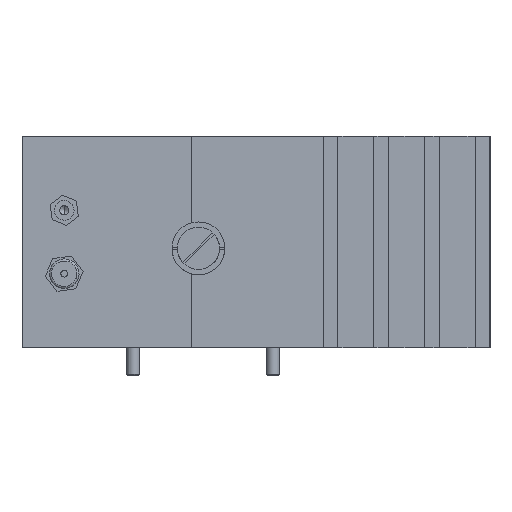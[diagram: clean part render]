
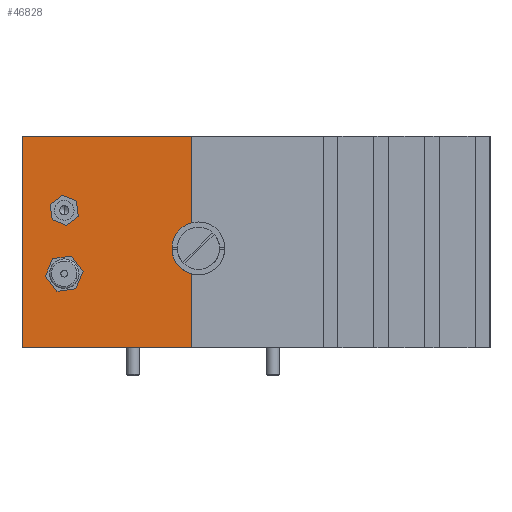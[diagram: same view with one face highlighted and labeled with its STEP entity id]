
A CAD part, left-side view. The second image highlights one B-rep face of the part: STEP entity #46828.
In plain terms, the highlighted planar face has unit normal (-1, 0, 0).
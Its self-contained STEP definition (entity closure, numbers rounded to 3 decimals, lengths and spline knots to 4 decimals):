
#322 = DIRECTION ( 'NONE',  ( 1., 0., 0. ) ) ;
#355 = DIRECTION ( 'NONE',  ( 0., 0., -1. ) ) ;
#1241 = FACE_BOUND ( 'NONE', #61836, .T. ) ;
#1246 = CARTESIAN_POINT ( 'NONE',  ( -1.7935, 1.0168, 0.5002 ) ) ;
#1605 = ORIENTED_EDGE ( 'NONE', *, *, #49541, .F. ) ;
#3376 = AXIS2_PLACEMENT_3D ( 'NONE', #14955, #61533, #355 ) ;
#3820 = CARTESIAN_POINT ( 'NONE',  ( -1.7935, 0.4168, 0.8057 ) ) ;
#4310 = ORIENTED_EDGE ( 'NONE', *, *, #21078, .F. ) ;
#4461 = FACE_BOUND ( 'NONE', #41196, .T. ) ;
#5175 = CIRCLE ( 'NONE', #9220, 0.0445 ) ;
#5556 = ORIENTED_EDGE ( 'NONE', *, *, #7966, .T. ) ;
#6365 = CARTESIAN_POINT ( 'NONE',  ( -1.7935, 1.0168, 0.0857 ) ) ;
#7936 = VERTEX_POINT ( 'NONE', #8083 ) ;
#7966 = EDGE_CURVE ( 'NONE', #37637, #39066, #38676, .T. ) ;
#8014 = LINE ( 'NONE', #60954, #54660 ) ;
#8083 = CARTESIAN_POINT ( 'NONE',  ( -1.7935, 1.2168, 0.8057 ) ) ;
#8276 = CARTESIAN_POINT ( 'NONE',  ( -1.7935, 1.0168, 0.4557 ) ) ;
#8505 = DIRECTION ( 'NONE',  ( 0., 0., 1. ) ) ;
#8902 = DIRECTION ( 'NONE',  ( 1., 0., 0. ) ) ;
#9220 = AXIS2_PLACEMENT_3D ( 'NONE', #8276, #55032, #8505 ) ;
#10696 = EDGE_CURVE ( 'NONE', #64179, #16551, #33566, .T. ) ;
#11040 = CARTESIAN_POINT ( 'NONE',  ( -1.7935, 0.4168, 0.8057 ) ) ;
#11125 = CARTESIAN_POINT ( 'NONE',  ( -1.7935, 1.0168, 0.4112 ) ) ;
#12891 = VECTOR ( 'NONE', #49434, 39.3701 ) ;
#13500 = CARTESIAN_POINT ( 'NONE',  ( -1.7935, 1.2168, 0.8057 ) ) ;
#14709 = DIRECTION ( 'NONE',  ( 0., 0., 1. ) ) ;
#14955 = CARTESIAN_POINT ( 'NONE',  ( -1.7935, 1.0168, 0.1557 ) ) ;
#15539 = ORIENTED_EDGE ( 'NONE', *, *, #29183, .T. ) ;
#15599 = DIRECTION ( 'NONE',  ( 0., 0., -1. ) ) ;
#16551 = VERTEX_POINT ( 'NONE', #41888 ) ;
#19538 = DIRECTION ( 'NONE',  ( -1., 0., 0. ) ) ;
#19711 = CARTESIAN_POINT ( 'NONE',  ( -1.7935, 1.0168, 0.4557 ) ) ;
#19949 = VERTEX_POINT ( 'NONE', #11125 ) ;
#19967 = LINE ( 'NONE', #3820, #34379 ) ;
#20370 = CARTESIAN_POINT ( 'NONE',  ( -1.7935, 1.0168, 0.1557 ) ) ;
#21058 = ORIENTED_EDGE ( 'NONE', *, *, #23983, .F. ) ;
#21078 = EDGE_CURVE ( 'NONE', #7936, #35740, #38824, .T. ) ;
#21656 = AXIS2_PLACEMENT_3D ( 'NONE', #50316, #19538, #60667 ) ;
#23454 = CARTESIAN_POINT ( 'NONE',  ( -1.7935, 0.4168, 0.3793 ) ) ;
#23983 = EDGE_CURVE ( 'NONE', #61441, #7936, #62580, .T. ) ;
#24166 = PLANE ( 'NONE',  #39174 ) ;
#24213 = AXIS2_PLACEMENT_3D ( 'NONE', #20370, #322, #15599 ) ;
#29183 = EDGE_CURVE ( 'NONE', #16551, #64179, #37210, .T. ) ;
#29459 = VERTEX_POINT ( 'NONE', #1246 ) ;
#31879 = EDGE_CURVE ( 'NONE', #61441, #37637, #8014, .T. ) ;
#33174 = CIRCLE ( 'NONE', #21656, 0.1094 ) ;
#33548 = DIRECTION ( 'NONE',  ( 0., -1., 0. ) ) ;
#33566 = CIRCLE ( 'NONE', #24213, 0.07 ) ;
#34379 = VECTOR ( 'NONE', #64576, 39.3701 ) ;
#34608 = ORIENTED_EDGE ( 'NONE', *, *, #44375, .F. ) ;
#35740 = VERTEX_POINT ( 'NONE', #11040 ) ;
#35807 = FACE_OUTER_BOUND ( 'NONE', #64313, .T. ) ;
#37210 = CIRCLE ( 'NONE', #3376, 0.07 ) ;
#37637 = VERTEX_POINT ( 'NONE', #57511 ) ;
#37988 = DIRECTION ( 'NONE',  ( 0., 0., 1. ) ) ;
#38676 = LINE ( 'NONE', #55286, #12891 ) ;
#38824 = LINE ( 'NONE', #13500, #64584 ) ;
#39066 = VERTEX_POINT ( 'NONE', #41105 ) ;
#39174 = AXIS2_PLACEMENT_3D ( 'NONE', #60376, #8902, #60163 ) ;
#39615 = DIRECTION ( 'NONE',  ( 0., -1., 0. ) ) ;
#41105 = CARTESIAN_POINT ( 'NONE',  ( -1.7935, 0.4168, 0.172 ) ) ;
#41196 = EDGE_LOOP ( 'NONE', ( #15539, #50243 ) ) ;
#41888 = CARTESIAN_POINT ( 'NONE',  ( -1.7935, 1.0168, 0.2257 ) ) ;
#44375 = EDGE_CURVE ( 'NONE', #19949, #29459, #55259, .T. ) ;
#45240 = ORIENTED_EDGE ( 'NONE', *, *, #57205, .T. ) ;
#46579 = ORIENTED_EDGE ( 'NONE', *, *, #60547, .F. ) ;
#46828 = ADVANCED_FACE ( 'NONE', ( #35807, #1241, #4461 ), #24166, .F. ) ;
#47560 = ORIENTED_EDGE ( 'NONE', *, *, #31879, .T. ) ;
#47897 = CARTESIAN_POINT ( 'NONE',  ( -1.7935, 1.2168, 0.8057 ) ) ;
#48037 = VECTOR ( 'NONE', #37988, 39.3701 ) ;
#49434 = DIRECTION ( 'NONE',  ( 0., 0., 1. ) ) ;
#49541 = EDGE_CURVE ( 'NONE', #56484, #39066, #33174, .T. ) ;
#50243 = ORIENTED_EDGE ( 'NONE', *, *, #10696, .T. ) ;
#50316 = CARTESIAN_POINT ( 'NONE',  ( -1.7935, 0.3818, 0.2757 ) ) ;
#54660 = VECTOR ( 'NONE', #39615, 39.3701 ) ;
#55032 = DIRECTION ( 'NONE',  ( -1., 0., 0. ) ) ;
#55259 = CIRCLE ( 'NONE', #64876, 0.0445 ) ;
#55286 = CARTESIAN_POINT ( 'NONE',  ( -1.7935, 0.4168, 0.8057 ) ) ;
#56348 = DIRECTION ( 'NONE',  ( -1., 0., 0. ) ) ;
#56484 = VERTEX_POINT ( 'NONE', #23454 ) ;
#57205 = EDGE_CURVE ( 'NONE', #56484, #35740, #19967, .T. ) ;
#57511 = CARTESIAN_POINT ( 'NONE',  ( -1.7935, 0.4168, -0.1943 ) ) ;
#60163 = DIRECTION ( 'NONE',  ( 0., 0., -1. ) ) ;
#60376 = CARTESIAN_POINT ( 'NONE',  ( -1.7935, 1.2168, 0.8057 ) ) ;
#60547 = EDGE_CURVE ( 'NONE', #29459, #19949, #5175, .T. ) ;
#60667 = DIRECTION ( 'NONE',  ( 0., 0., 1. ) ) ;
#60954 = CARTESIAN_POINT ( 'NONE',  ( -1.7935, 1.2168, -0.1943 ) ) ;
#61441 = VERTEX_POINT ( 'NONE', #63853 ) ;
#61533 = DIRECTION ( 'NONE',  ( 1., 0., 0. ) ) ;
#61836 = EDGE_LOOP ( 'NONE', ( #46579, #34608 ) ) ;
#62580 = LINE ( 'NONE', #47897, #48037 ) ;
#63853 = CARTESIAN_POINT ( 'NONE',  ( -1.7935, 1.2168, -0.1943 ) ) ;
#64179 = VERTEX_POINT ( 'NONE', #6365 ) ;
#64313 = EDGE_LOOP ( 'NONE', ( #5556, #1605, #45240, #4310, #21058, #47560 ) ) ;
#64576 = DIRECTION ( 'NONE',  ( 0., 0., 1. ) ) ;
#64584 = VECTOR ( 'NONE', #33548, 39.3701 ) ;
#64876 = AXIS2_PLACEMENT_3D ( 'NONE', #19711, #56348, #14709 ) ;
